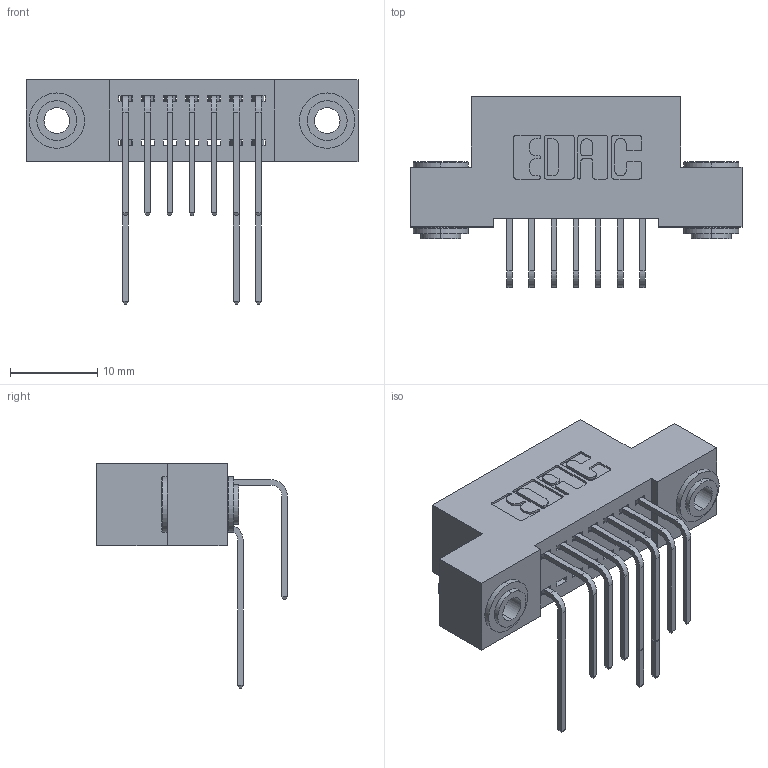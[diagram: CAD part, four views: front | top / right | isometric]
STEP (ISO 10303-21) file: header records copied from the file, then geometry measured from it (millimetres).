
FILE_DESCRIPTION (( 'STEP AP203' ), '1' );
FILE_NAME ('392-014-558-203.STEP', '2018-08-15T00:28:08', ( '' ), ( '' ), 'SwSTEP 2.0', 'SolidWorks 2016', '' );
FILE_SCHEMA (( 'CONFIG_CONTROL_DESIGN' ));
Length unit declared in the file: inch
Products named in the file (5): 345-292-001_558 559 Tail - 1; 345-292-001_558 Tail - 2; 342-250-002_345-250-002-102; 392-014-558-203; 342 Part_.156 TH
Assembly tree (13 placements, depth 2):
  392-014-558-203
    342 Part_.156 TH
    345-292-001_558 559 Tail - 1  x3
    345-292-001_558 Tail - 2  x7
    342-250-002_345-250-002-102  x2
Bounding box: 38.1 x 21.91 x 25.78 mm (x, y, z)
Volume: 3302.1 mm3; surface area: 4788.7 mm2
Topology: 13 solids, 13 shells, 712 faces, 2069 edges, 1362 vertices
Faces by surface type: plane 480, cylinder 224, cone 8
Entity records: 11204 total; most frequent: CARTESIAN_POINT 1940, ORIENTED_EDGE 1822, DIRECTION 1729, EDGE_CURVE 911, LINE 719, VECTOR 719, VERTEX_POINT 602, AXIS2_PLACEMENT_3D 505
